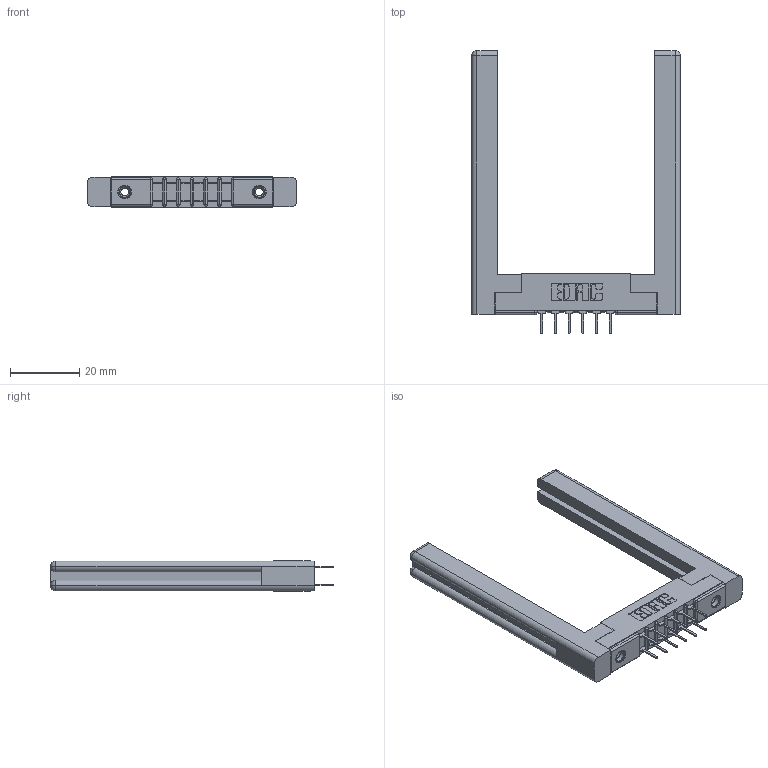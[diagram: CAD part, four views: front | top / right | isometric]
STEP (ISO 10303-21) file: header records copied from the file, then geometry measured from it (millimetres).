
FILE_DESCRIPTION (( 'STEP AP203' ), '1' );
FILE_NAME ('307-012-424-258.STEP', '2020-09-28T14:28:44', ( '' ), ( '' ), 'SwSTEP 2.0', 'SolidWorks 2020', '' );
FILE_SCHEMA (( 'CONFIG_CONTROL_DESIGN' ));
Length unit declared in the file: inch
Products named in the file (5): 307-220-058; 345-250-001_345-250-001-102; 307-290-001_524; 307 Part_.156 Dia Mounting Holes; 307-012-424-258
Assembly tree (17 placements, depth 2):
  307-012-424-258
    307 Part_.156 Dia Mounting Holes
    307-290-001_524  x12
    307-220-058  x2
    345-250-001_345-250-001-102  x2
Bounding box: 60.4 x 81.74 x 8.71 mm (x, y, z)
Volume: 11635.4 mm3; surface area: 11209.2 mm2
Topology: 17 solids, 17 shells, 819 faces, 2237 edges, 1442 vertices
Faces by surface type: plane 526, cylinder 255, sphere 14, torus 12, cone 12
Entity records: 12375 total; most frequent: CARTESIAN_POINT 2053, DIRECTION 1984, ORIENTED_EDGE 1972, EDGE_CURVE 986, LINE 738, VECTOR 738, VERTEX_POINT 638, AXIS2_PLACEMENT_3D 623
